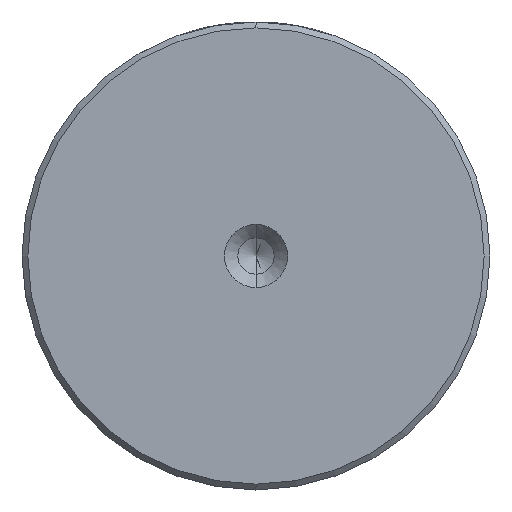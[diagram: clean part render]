
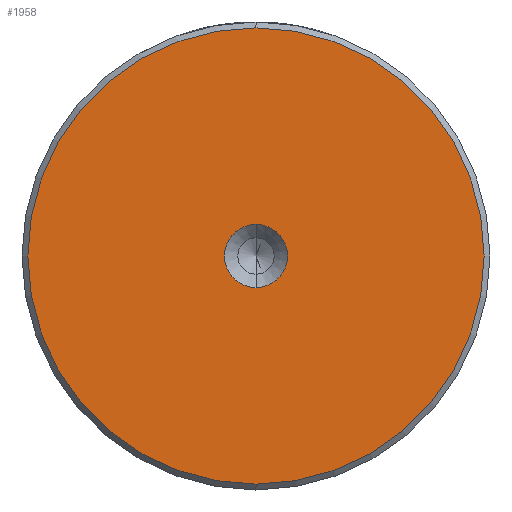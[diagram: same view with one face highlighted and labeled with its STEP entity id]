
A CAD part, left-side view. The second image highlights one B-rep face of the part: STEP entity #1958.
In plain terms, the highlighted planar face has unit normal (-1, 0, 0).
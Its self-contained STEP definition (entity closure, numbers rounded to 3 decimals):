
#13 = AXIS2_PLACEMENT_3D ( 'NONE', #60, #1716, #284 ) ;
#60 = CARTESIAN_POINT ( 'NONE',  ( 0., 0., 0. ) ) ;
#147 = DIRECTION ( 'NONE',  ( -1., 0., 0. ) ) ;
#224 = AXIS2_PLACEMENT_3D ( 'NONE', #719, #1898, #479 ) ;
#230 = AXIS2_PLACEMENT_3D ( 'NONE', #1569, #147, #1799 ) ;
#260 = ORIENTED_EDGE ( 'NONE', *, *, #1847, .T. ) ;
#284 = DIRECTION ( 'NONE',  ( 0., 0., 1. ) ) ;
#395 = CARTESIAN_POINT ( 'NONE',  ( 0., 0., 19.5 ) ) ;
#434 = DIRECTION ( 'NONE',  ( -1., 0., 0. ) ) ;
#457 = EDGE_CURVE ( 'NONE', #2545, #1232, #2449, .T. ) ;
#474 = EDGE_CURVE ( 'NONE', #606, #680, #2992, .T. ) ;
#479 = DIRECTION ( 'NONE',  ( 0., 0., 1. ) ) ;
#553 = CARTESIAN_POINT ( 'NONE',  ( 0., 0., -19.5 ) ) ;
#606 = VERTEX_POINT ( 'NONE', #1492 ) ;
#680 = VERTEX_POINT ( 'NONE', #1278 ) ;
#719 = CARTESIAN_POINT ( 'NONE',  ( 0., 0., 0. ) ) ;
#730 = EDGE_LOOP ( 'NONE', ( #953, #260 ) ) ;
#851 = CARTESIAN_POINT ( 'NONE',  ( 0., 0., 0. ) ) ;
#953 = ORIENTED_EDGE ( 'NONE', *, *, #457, .T. ) ;
#1088 = DIRECTION ( 'NONE',  ( 0., 0., 1. ) ) ;
#1175 = FACE_BOUND ( 'NONE', #2621, .T. ) ;
#1232 = VERTEX_POINT ( 'NONE', #395 ) ;
#1278 = CARTESIAN_POINT ( 'NONE',  ( 0., 0., 2.7 ) ) ;
#1313 = ORIENTED_EDGE ( 'NONE', *, *, #2187, .F. ) ;
#1492 = CARTESIAN_POINT ( 'NONE',  ( 0., 0., -2.7 ) ) ;
#1569 = CARTESIAN_POINT ( 'NONE',  ( 0., 0., 0. ) ) ;
#1716 = DIRECTION ( 'NONE',  ( -1., 0., 0. ) ) ;
#1799 = DIRECTION ( 'NONE',  ( 0., 0., 1. ) ) ;
#1847 = EDGE_CURVE ( 'NONE', #1232, #2545, #1998, .T. ) ;
#1854 = CARTESIAN_POINT ( 'NONE',  ( 0., 0., 0. ) ) ;
#1898 = DIRECTION ( 'NONE',  ( -1., 0., 0. ) ) ;
#1958 = ADVANCED_FACE ( 'NONE', ( #2392, #1175 ), #2815, .T. ) ;
#1998 = CIRCLE ( 'NONE', #2017, 19.5 ) ;
#2017 = AXIS2_PLACEMENT_3D ( 'NONE', #1854, #434, #2080 ) ;
#2080 = DIRECTION ( 'NONE',  ( 0., 0., 1. ) ) ;
#2140 = CIRCLE ( 'NONE', #13, 2.7 ) ;
#2187 = EDGE_CURVE ( 'NONE', #680, #606, #2140, .T. ) ;
#2270 = ORIENTED_EDGE ( 'NONE', *, *, #474, .F. ) ;
#2392 = FACE_OUTER_BOUND ( 'NONE', #730, .T. ) ;
#2449 = CIRCLE ( 'NONE', #2802, 19.5 ) ;
#2484 = DIRECTION ( 'NONE',  ( -1., 0., 0. ) ) ;
#2545 = VERTEX_POINT ( 'NONE', #553 ) ;
#2621 = EDGE_LOOP ( 'NONE', ( #1313, #2270 ) ) ;
#2802 = AXIS2_PLACEMENT_3D ( 'NONE', #851, #2484, #1088 ) ;
#2815 = PLANE ( 'NONE',  #224 ) ;
#2992 = CIRCLE ( 'NONE', #230, 2.7 ) ;
